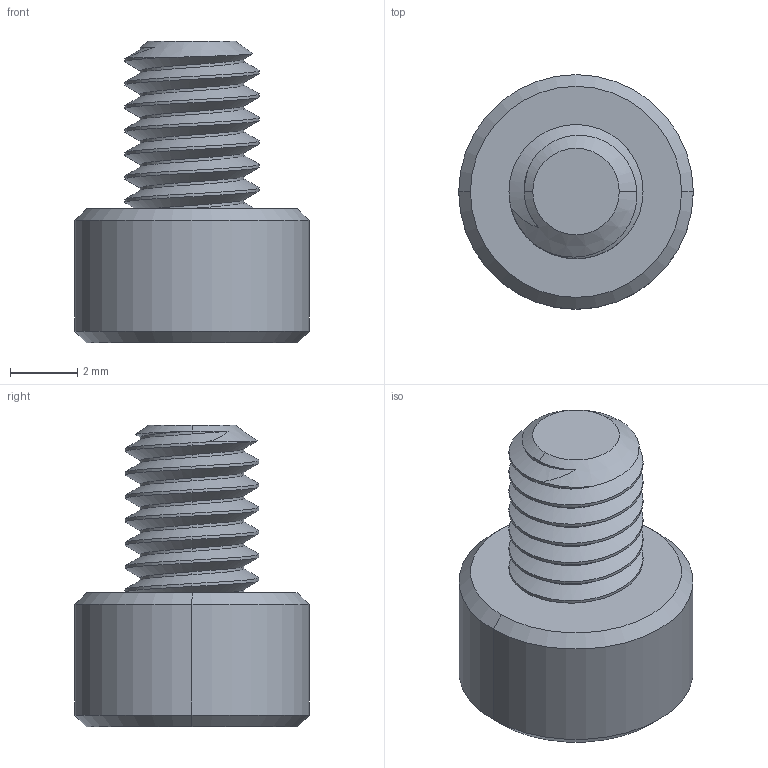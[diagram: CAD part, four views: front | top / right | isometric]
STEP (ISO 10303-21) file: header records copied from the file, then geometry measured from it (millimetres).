
FILE_DESCRIPTION (( 'STEP AP203' ), '1' );
FILE_NAME ('2800-0004-0005.STEP', '2017-04-04T18:06:40', ( '' ), ( '' ), 'SwSTEP 2.0', 'SolidWorks 2016', '' );
FILE_SCHEMA (( 'CONFIG_CONTROL_DESIGN' ));
Length unit declared in the file: millimetre
Products named in the file (1): 2800-0004-0005
Bounding box: 7 x 7 x 9 mm (x, y, z)
Volume: 182.5 mm3; surface area: 269.9 mm2
Topology: 1 solids, 1 shells, 56 faces, 139 edges, 87 vertices
Faces by surface type: cylinder 31, cone 13, plane 10, bspline 2
Entity records: 2549 total; most frequent: CARTESIAN_POINT 1329, ORIENTED_EDGE 278, DIRECTION 202, EDGE_CURVE 139, VERTEX_POINT 87, AXIS2_PLACEMENT_3D 77, EDGE_LOOP 58, FACE_OUTER_BOUND 56
